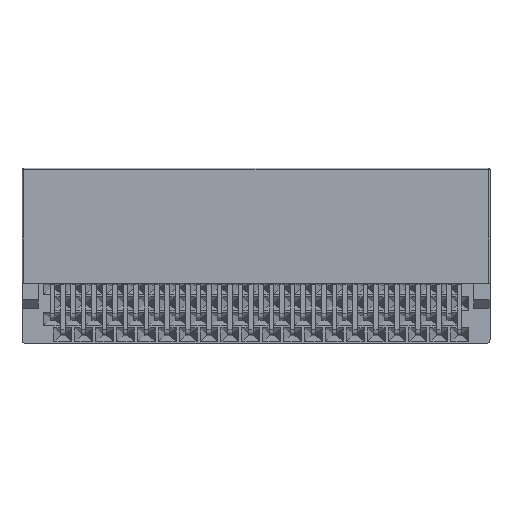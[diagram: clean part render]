
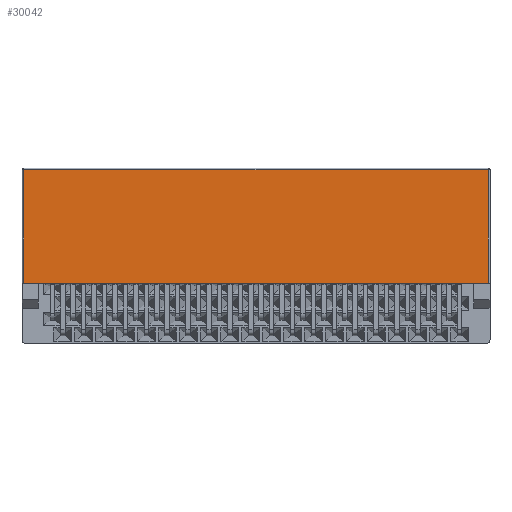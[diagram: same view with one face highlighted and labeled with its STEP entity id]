
A CAD part, top view. The second image highlights one B-rep face of the part: STEP entity #30042.
In plain terms, the highlighted planar face has unit normal (0, 0, 1).
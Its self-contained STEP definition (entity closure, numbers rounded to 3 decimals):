
#3486 = CARTESIAN_POINT ( 'NONE',  ( 56.7, 1.5, 0. ) ) ;
#4695 = DIRECTION ( 'NONE',  ( 0., 0., -1. ) ) ;
#5188 = ORIENTED_EDGE ( 'NONE', *, *, #30018, .T. ) ;
#5777 = VERTEX_POINT ( 'NONE', #24947 ) ;
#6330 = ORIENTED_EDGE ( 'NONE', *, *, #38886, .T. ) ;
#8591 = DIRECTION ( 'NONE',  ( -1., 0., 0. ) ) ;
#10097 = LINE ( 'NONE', #13282, #17447 ) ;
#11690 = DIRECTION ( 'NONE',  ( -1., 0., 0. ) ) ;
#13282 = CARTESIAN_POINT ( 'NONE',  ( 0.2, 15.5, 0. ) ) ;
#15201 = ORIENTED_EDGE ( 'NONE', *, *, #39887, .F. ) ;
#15513 = VERTEX_POINT ( 'NONE', #18343 ) ;
#17447 = VECTOR ( 'NONE', #39790, 1000. ) ;
#17485 = VECTOR ( 'NONE', #34228, 1000. ) ;
#18343 = CARTESIAN_POINT ( 'NONE',  ( 56.7, 15.3, 0. ) ) ;
#19073 = CARTESIAN_POINT ( 'NONE',  ( 56.7, 15.5, 0. ) ) ;
#19321 = DIRECTION ( 'NONE',  ( 0., 1., 0. ) ) ;
#19478 = LINE ( 'NONE', #37005, #22148 ) ;
#20918 = VERTEX_POINT ( 'NONE', #3486 ) ;
#22148 = VECTOR ( 'NONE', #11690, 1000. ) ;
#23223 = FACE_OUTER_BOUND ( 'NONE', #24557, .T. ) ;
#23460 = LINE ( 'NONE', #19073, #37891 ) ;
#24447 = EDGE_CURVE ( 'NONE', #15513, #5777, #19478, .T. ) ;
#24557 = EDGE_LOOP ( 'NONE', ( #15201, #5188, #47049, #6330 ) ) ;
#24947 = CARTESIAN_POINT ( 'NONE',  ( 0.2, 15.3, 0. ) ) ;
#26203 = LINE ( 'NONE', #44701, #17485 ) ;
#26386 = CARTESIAN_POINT ( 'NONE',  ( 0., 15.5, 0. ) ) ;
#26529 = CARTESIAN_POINT ( 'NONE',  ( 0.2, 1.5, 0. ) ) ;
#30018 = EDGE_CURVE ( 'NONE', #20918, #15513, #23460, .T. ) ;
#30042 = ADVANCED_FACE ( 'NONE', ( #23223 ), #40976, .F. ) ;
#32168 = VERTEX_POINT ( 'NONE', #26529 ) ;
#34228 = DIRECTION ( 'NONE',  ( -1., 0., 0. ) ) ;
#37005 = CARTESIAN_POINT ( 'NONE',  ( 0., 15.3, 0. ) ) ;
#37891 = VECTOR ( 'NONE', #19321, 1000. ) ;
#38886 = EDGE_CURVE ( 'NONE', #5777, #32168, #10097, .T. ) ;
#39790 = DIRECTION ( 'NONE',  ( 0., -1., 0. ) ) ;
#39887 = EDGE_CURVE ( 'NONE', #20918, #32168, #26203, .T. ) ;
#40976 = PLANE ( 'NONE',  #41825 ) ;
#41825 = AXIS2_PLACEMENT_3D ( 'NONE', #26386, #4695, #8591 ) ;
#44701 = CARTESIAN_POINT ( 'NONE',  ( 56.9, 1.5, 0. ) ) ;
#47049 = ORIENTED_EDGE ( 'NONE', *, *, #24447, .T. ) ;
